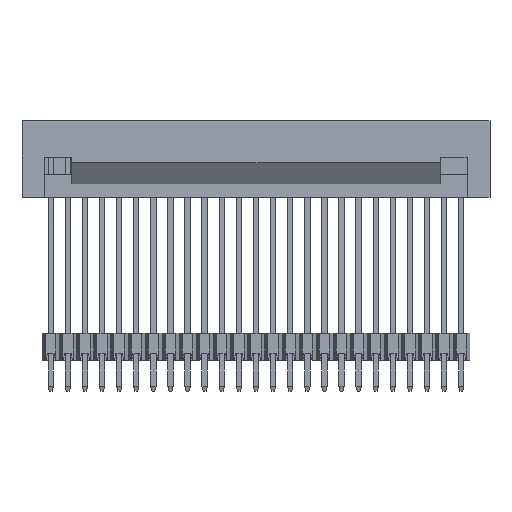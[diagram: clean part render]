
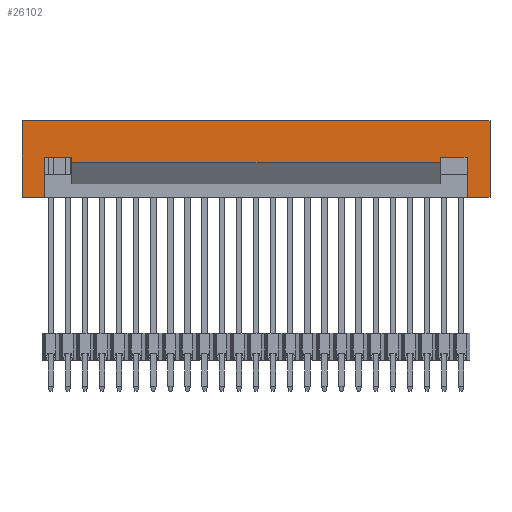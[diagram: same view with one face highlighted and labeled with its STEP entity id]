
A CAD part, front view. The second image highlights one B-rep face of the part: STEP entity #26102.
In plain terms, the highlighted planar face has unit normal (0, -1, 0).
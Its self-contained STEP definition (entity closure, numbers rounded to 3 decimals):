
#49 = VECTOR ( 'NONE', #16500, 1000. ) ;
#195 = CARTESIAN_POINT ( 'NONE',  ( -21.82, -2.8, 5.7 ) ) ;
#607 = VERTEX_POINT ( 'NONE', #14053 ) ;
#1036 = LINE ( 'NONE', #21583, #37384 ) ;
#1749 = LINE ( 'NONE', #18544, #42277 ) ;
#2169 = DIRECTION ( 'NONE',  ( 0., 0., 1. ) ) ;
#2714 = CARTESIAN_POINT ( 'NONE',  ( -20.12, -2.8, 0. ) ) ;
#2801 = CARTESIAN_POINT ( 'NONE',  ( 9.23, -2.8, 3. ) ) ;
#4167 = EDGE_CURVE ( 'NONE', #6167, #8445, #1036, .T. ) ;
#4316 = LINE ( 'NONE', #17576, #14353 ) ;
#4475 = CARTESIAN_POINT ( 'NONE',  ( -40.87, -2.8, 5.7 ) ) ;
#4997 = VERTEX_POINT ( 'NONE', #42823 ) ;
#5567 = ORIENTED_EDGE ( 'NONE', *, *, #22448, .F. ) ;
#5914 = EDGE_CURVE ( 'NONE', #607, #43094, #13101, .T. ) ;
#6161 = DIRECTION ( 'NONE',  ( 1., 0., 0. ) ) ;
#6167 = VERTEX_POINT ( 'NONE', #35769 ) ;
#6651 = CARTESIAN_POINT ( 'NONE',  ( -51.03, -2.8, 0. ) ) ;
#6664 = ORIENTED_EDGE ( 'NONE', *, *, #8926, .T. ) ;
#7581 = CARTESIAN_POINT ( 'NONE',  ( -21.82, -2.8, 0. ) ) ;
#8302 = DIRECTION ( 'NONE',  ( 0., 0., -1. ) ) ;
#8445 = VERTEX_POINT ( 'NONE', #2714 ) ;
#8570 = DIRECTION ( 'NONE',  ( 0., 1., 0. ) ) ;
#8926 = EDGE_CURVE ( 'NONE', #607, #39163, #9744, .T. ) ;
#8981 = CARTESIAN_POINT ( 'NONE',  ( -18.12, -2.8, 3. ) ) ;
#9301 = EDGE_CURVE ( 'NONE', #19425, #39163, #4316, .T. ) ;
#9479 = DIRECTION ( 'NONE',  ( 0., 0., -1. ) ) ;
#9744 = LINE ( 'NONE', #6651, #13748 ) ;
#10402 = DIRECTION ( 'NONE',  ( 1., 0., 0. ) ) ;
#11472 = DIRECTION ( 'NONE',  ( 0., 0., 1. ) ) ;
#11610 = CARTESIAN_POINT ( 'NONE',  ( 12.93, -2.8, 0. ) ) ;
#11897 = FACE_OUTER_BOUND ( 'NONE', #35744, .T. ) ;
#13101 = LINE ( 'NONE', #23928, #18886 ) ;
#13144 = VECTOR ( 'NONE', #17742, 1000. ) ;
#13748 = VECTOR ( 'NONE', #10402, 1000. ) ;
#14053 = CARTESIAN_POINT ( 'NONE',  ( 11.23, -2.8, 0. ) ) ;
#14353 = VECTOR ( 'NONE', #9479, 1000. ) ;
#14621 = LINE ( 'NONE', #7581, #13144 ) ;
#16088 = LINE ( 'NONE', #36214, #41037 ) ;
#16122 = CARTESIAN_POINT ( 'NONE',  ( -18.12, -2.8, 2.571 ) ) ;
#16134 = CARTESIAN_POINT ( 'NONE',  ( 9.23, -2.8, 2.571 ) ) ;
#16191 = VERTEX_POINT ( 'NONE', #16134 ) ;
#16500 = DIRECTION ( 'NONE',  ( -1., 0., 0. ) ) ;
#16933 = EDGE_CURVE ( 'NONE', #33151, #6167, #42340, .T. ) ;
#17576 = CARTESIAN_POINT ( 'NONE',  ( 12.93, -2.8, 5.7 ) ) ;
#17742 = DIRECTION ( 'NONE',  ( 1., 0., 0. ) ) ;
#18544 = CARTESIAN_POINT ( 'NONE',  ( -18.12, -2.8, 3. ) ) ;
#18886 = VECTOR ( 'NONE', #40265, 1000. ) ;
#18925 = DIRECTION ( 'NONE',  ( -1., 0., 0. ) ) ;
#19368 = EDGE_CURVE ( 'NONE', #25889, #16191, #16088, .T. ) ;
#19425 = VERTEX_POINT ( 'NONE', #35030 ) ;
#19441 = VECTOR ( 'NONE', #18925, 1000. ) ;
#21583 = CARTESIAN_POINT ( 'NONE',  ( -20.12, -2.8, 3. ) ) ;
#21974 = VECTOR ( 'NONE', #24572, 1000. ) ;
#22280 = CARTESIAN_POINT ( 'NONE',  ( -40.87, -2.8, 5.7 ) ) ;
#22448 = EDGE_CURVE ( 'NONE', #43094, #4997, #23585, .T. ) ;
#23147 = LINE ( 'NONE', #2801, #24090 ) ;
#23149 = ORIENTED_EDGE ( 'NONE', *, *, #5914, .F. ) ;
#23427 = EDGE_CURVE ( 'NONE', #4997, #16191, #23147, .T. ) ;
#23585 = LINE ( 'NONE', #30005, #49 ) ;
#23928 = CARTESIAN_POINT ( 'NONE',  ( 11.23, -2.8, 3. ) ) ;
#24090 = VECTOR ( 'NONE', #39477, 1000. ) ;
#24572 = DIRECTION ( 'NONE',  ( 1., 0., 0. ) ) ;
#25889 = VERTEX_POINT ( 'NONE', #16122 ) ;
#26102 = ADVANCED_FACE ( 'NONE', ( #11897 ), #35551, .F. ) ;
#26712 = EDGE_CURVE ( 'NONE', #31469, #19425, #27458, .T. ) ;
#27140 = ORIENTED_EDGE ( 'NONE', *, *, #23427, .F. ) ;
#27299 = EDGE_CURVE ( 'NONE', #25889, #33151, #1749, .T. ) ;
#27458 = LINE ( 'NONE', #4475, #21974 ) ;
#27579 = LINE ( 'NONE', #195, #27588 ) ;
#27588 = VECTOR ( 'NONE', #41050, 1000. ) ;
#28767 = EDGE_CURVE ( 'NONE', #31469, #32911, #27579, .T. ) ;
#29594 = CARTESIAN_POINT ( 'NONE',  ( 11.23, -2.8, 3. ) ) ;
#30005 = CARTESIAN_POINT ( 'NONE',  ( 9.23, -2.8, 3. ) ) ;
#30260 = CARTESIAN_POINT ( 'NONE',  ( -21.82, -2.8, 0. ) ) ;
#31469 = VERTEX_POINT ( 'NONE', #33402 ) ;
#32911 = VERTEX_POINT ( 'NONE', #30260 ) ;
#33151 = VERTEX_POINT ( 'NONE', #8981 ) ;
#33402 = CARTESIAN_POINT ( 'NONE',  ( -21.82, -2.8, 5.7 ) ) ;
#33746 = ORIENTED_EDGE ( 'NONE', *, *, #9301, .F. ) ;
#34780 = ORIENTED_EDGE ( 'NONE', *, *, #38405, .T. ) ;
#35030 = CARTESIAN_POINT ( 'NONE',  ( 12.93, -2.8, 5.7 ) ) ;
#35551 = PLANE ( 'NONE',  #36763 ) ;
#35744 = EDGE_LOOP ( 'NONE', ( #36824, #40309, #34780, #42420, #36627, #41752, #39055, #27140, #5567, #23149, #6664, #33746 ) ) ;
#35769 = CARTESIAN_POINT ( 'NONE',  ( -20.12, -2.8, 3. ) ) ;
#36214 = CARTESIAN_POINT ( 'NONE',  ( -40.87, -2.8, 2.571 ) ) ;
#36627 = ORIENTED_EDGE ( 'NONE', *, *, #16933, .F. ) ;
#36763 = AXIS2_PLACEMENT_3D ( 'NONE', #22280, #8570, #11472 ) ;
#36824 = ORIENTED_EDGE ( 'NONE', *, *, #26712, .F. ) ;
#37384 = VECTOR ( 'NONE', #8302, 1000. ) ;
#38405 = EDGE_CURVE ( 'NONE', #32911, #8445, #14621, .T. ) ;
#38807 = CARTESIAN_POINT ( 'NONE',  ( -20.12, -2.8, 3. ) ) ;
#39055 = ORIENTED_EDGE ( 'NONE', *, *, #19368, .T. ) ;
#39163 = VERTEX_POINT ( 'NONE', #11610 ) ;
#39477 = DIRECTION ( 'NONE',  ( 0., 0., -1. ) ) ;
#40265 = DIRECTION ( 'NONE',  ( 0., 0., 1. ) ) ;
#40309 = ORIENTED_EDGE ( 'NONE', *, *, #28767, .T. ) ;
#41037 = VECTOR ( 'NONE', #6161, 1000. ) ;
#41050 = DIRECTION ( 'NONE',  ( 0., 0., -1. ) ) ;
#41752 = ORIENTED_EDGE ( 'NONE', *, *, #27299, .F. ) ;
#42277 = VECTOR ( 'NONE', #2169, 1000. ) ;
#42340 = LINE ( 'NONE', #38807, #19441 ) ;
#42420 = ORIENTED_EDGE ( 'NONE', *, *, #4167, .F. ) ;
#42823 = CARTESIAN_POINT ( 'NONE',  ( 9.23, -2.8, 3. ) ) ;
#43094 = VERTEX_POINT ( 'NONE', #29594 ) ;
